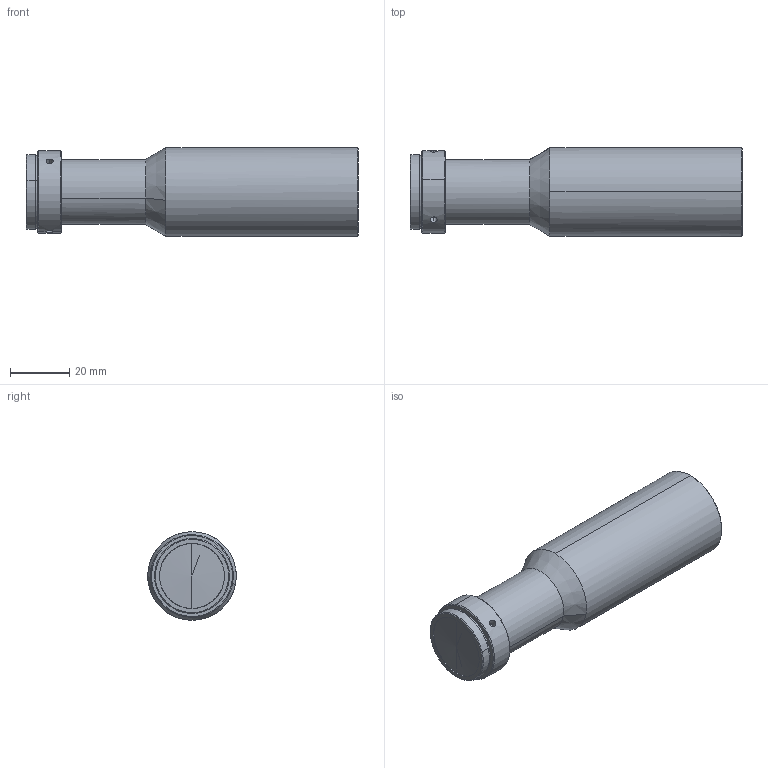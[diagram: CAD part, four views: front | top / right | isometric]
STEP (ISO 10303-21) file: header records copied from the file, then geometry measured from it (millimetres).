
FILE_DESCRIPTION (( 'STEP AP203' ), '1' );
FILE_NAME ('WH025-200A-118.STEP', '2019-08-14T02:09:11', ( '' ), ( '' ), 'SwSTEP 2.0', 'SolidWorks 2017', '' );
FILE_SCHEMA (( 'CONFIG_CONTROL_DESIGN' ));
Length unit declared in the file: millimetre
Products named in the file (1): WH025-200A-118
Bounding box: 112.39 x 30 x 30 mm (x, y, z)
Volume: 66889.5 mm3; surface area: 11520 mm2
Topology: 1 solids, 1 shells, 44 faces, 105 edges, 66 vertices
Faces by surface type: cylinder 23, cone 16, plane 5
Entity records: 1522 total; most frequent: CARTESIAN_POINT 416, DIRECTION 231, ORIENTED_EDGE 202, EDGE_CURVE 101, AXIS2_PLACEMENT_3D 97, VERTEX_POINT 66, CIRCLE 52, EDGE_LOOP 51
